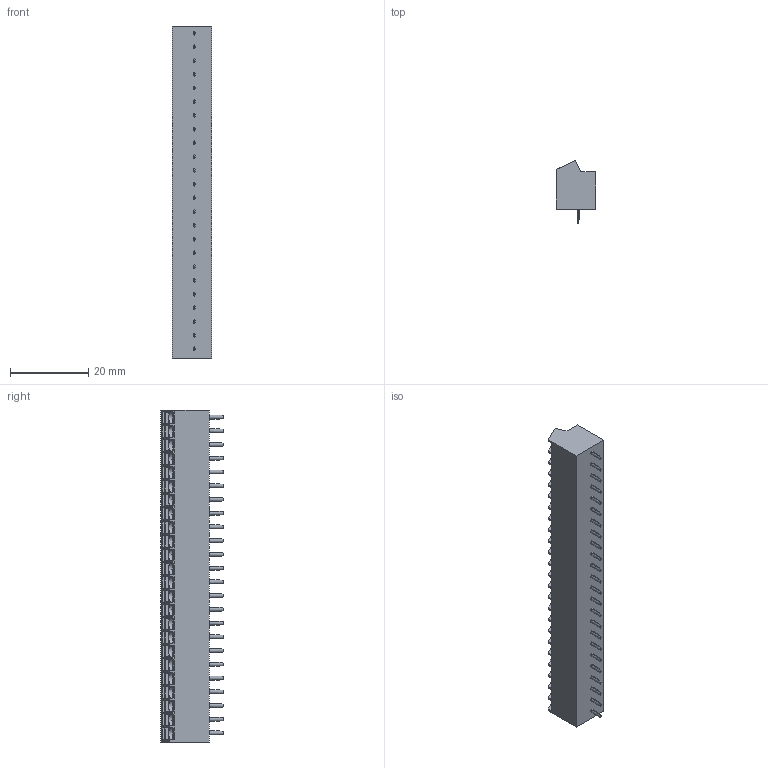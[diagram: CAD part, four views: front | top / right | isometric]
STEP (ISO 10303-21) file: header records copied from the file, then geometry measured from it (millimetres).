
FILE_DESCRIPTION((''),'2;1');
FILE_NAME('PRT0007','2024-09-25T',('sj'),(''),'PRO/ENGINEER BY PARAMETRIC TECHNOLOGY CORPORATION, 2013240','PRO/ENGINEER BY PARAMETRIC TECHNOLOGY CORPORATION, 2013240','');
FILE_SCHEMA(('AUTOMOTIVE_DESIGN_CC2 { 1 2 10303 214 -1 1 5 2 }'));
Length unit declared in the file: millimetre
Products named in the file (1): PRT0007
Bounding box: 10 x 15.9 x 84.6 mm (x, y, z)
Volume: 8367.8 mm3; surface area: 5341.8 mm2
Topology: 1 solids, 1 shells, 1040 faces, 2754 edges, 1788 vertices
Faces by surface type: plane 704, cylinder 240, cone 96
Entity records: 32519 total; most frequent: CARTESIAN_POINT 6827, ORIENTED_EDGE 5508, DIRECTION 5050, EDGE_CURVE 2754, VECTOR 1962, LINE 1962, VERTEX_POINT 1788, AXIS2_PLACEMENT_3D 1544
